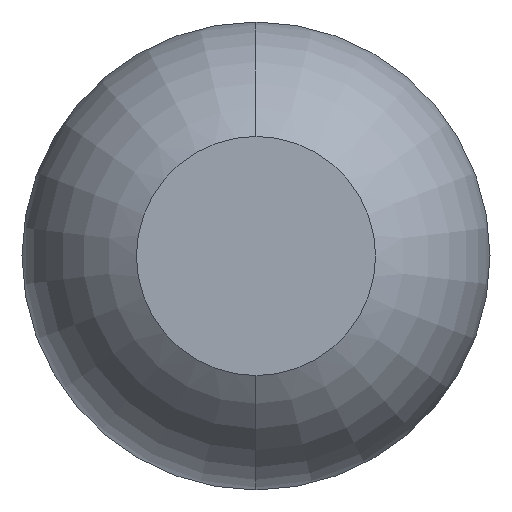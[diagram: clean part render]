
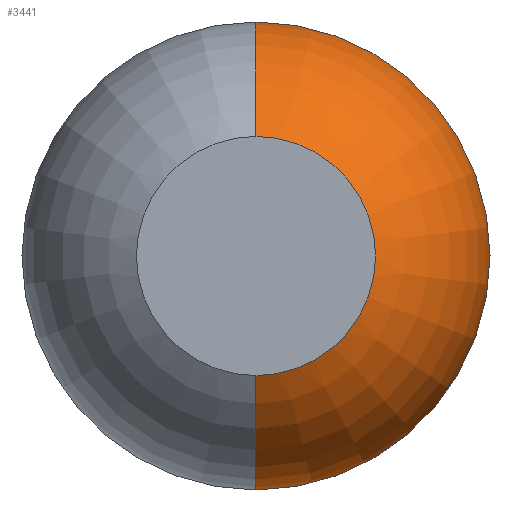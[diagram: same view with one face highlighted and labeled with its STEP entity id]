
A CAD part, front view. The second image highlights one B-rep face of the part: STEP entity #3441.
In plain terms, the highlighted toroidal (fillet/blend) face has major radius 0.035 mm and minor radius 0.65 mm.
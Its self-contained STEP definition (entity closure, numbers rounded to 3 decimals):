
#24 = EDGE_CURVE ( 'NONE', #3603, #841, #707, .T. ) ;
#33 = DIRECTION ( 'NONE',  ( -1., 0., 0. ) ) ;
#191 = ORIENTED_EDGE ( 'NONE', *, *, #827, .T. ) ;
#356 = CARTESIAN_POINT ( 'NONE',  ( 0., -24.431, -0.035 ) ) ;
#393 = AXIS2_PLACEMENT_3D ( 'NONE', #356, #33, #2582 ) ;
#554 = ORIENTED_EDGE ( 'NONE', *, *, #24, .F. ) ;
#599 = CARTESIAN_POINT ( 'NONE',  ( 0., -25., 0. ) ) ;
#707 = CIRCLE ( 'NONE', #393, 0.65 ) ;
#717 = AXIS2_PLACEMENT_3D ( 'NONE', #4029, #1456, #3686 ) ;
#827 = EDGE_CURVE ( 'Defeature ausgef�hrt1_4+Defeature ausgef�hrt1_5+Defeature ausgef�hrt1_5+Defeature ausgef�hrt1_5', #3603, #1089, #2047, .T. ) ;
#833 = EDGE_LOOP ( 'NONE', ( #191, #3691, #3450, #554 ) ) ;
#841 = VERTEX_POINT ( 'NONE', #2629 ) ;
#859 = CIRCLE ( 'NONE', #2077, 0.35 ) ;
#990 = DIRECTION ( 'NONE',  ( 0., -1., 0. ) ) ;
#1011 = TOROIDAL_SURFACE ( 'NONE', #717, 0.035, 0.65 ) ;
#1089 = VERTEX_POINT ( 'NONE', #1206 ) ;
#1091 = EDGE_CURVE ( 'Defeature ausgef�hrt1_18+Defeature ausgef�hrt1_4+Defeature ausgef�hrt1_4+Defeature ausgef�hrt1_4', #841, #2158, #859, .T. ) ;
#1116 = AXIS2_PLACEMENT_3D ( 'NONE', #2277, #3198, #3531 ) ;
#1206 = CARTESIAN_POINT ( 'NONE',  ( 0., -24.431, 0.685 ) ) ;
#1352 = FACE_OUTER_BOUND ( 'NONE', #833, .T. ) ;
#1406 = CIRCLE ( 'NONE', #1116, 0.65 ) ;
#1456 = DIRECTION ( 'NONE',  ( 0., -1., 0. ) ) ;
#1619 = CARTESIAN_POINT ( 'NONE',  ( 0., -24.431, 0. ) ) ;
#1806 = AXIS2_PLACEMENT_3D ( 'NONE', #1619, #990, #2303 ) ;
#2047 = CIRCLE ( 'NONE', #1806, 0.685 ) ;
#2077 = AXIS2_PLACEMENT_3D ( 'NONE', #599, #2467, #3128 ) ;
#2158 = VERTEX_POINT ( 'NONE', #2860 ) ;
#2277 = CARTESIAN_POINT ( 'NONE',  ( 0., -24.431, 0.035 ) ) ;
#2303 = DIRECTION ( 'NONE',  ( 0., 0., -1. ) ) ;
#2467 = DIRECTION ( 'NONE',  ( 0., -1., 0. ) ) ;
#2570 = CARTESIAN_POINT ( 'NONE',  ( 0., -24.431, -0.685 ) ) ;
#2582 = DIRECTION ( 'NONE',  ( 0., 0., 1. ) ) ;
#2629 = CARTESIAN_POINT ( 'NONE',  ( 0., -25., -0.35 ) ) ;
#2860 = CARTESIAN_POINT ( 'NONE',  ( 0., -25., 0.35 ) ) ;
#3128 = DIRECTION ( 'NONE',  ( 0., 0., -1. ) ) ;
#3198 = DIRECTION ( 'NONE',  ( 1., 0., 0. ) ) ;
#3441 = ADVANCED_FACE ( 'Defeature ausgef�hrt1_4', ( #1352 ), #1011, .T. ) ;
#3450 = ORIENTED_EDGE ( 'NONE', *, *, #1091, .F. ) ;
#3531 = DIRECTION ( 'NONE',  ( 0., 0., -1. ) ) ;
#3588 = EDGE_CURVE ( 'NONE', #1089, #2158, #1406, .T. ) ;
#3603 = VERTEX_POINT ( 'NONE', #2570 ) ;
#3686 = DIRECTION ( 'NONE',  ( 0., 0., -1. ) ) ;
#3691 = ORIENTED_EDGE ( 'NONE', *, *, #3588, .T. ) ;
#4029 = CARTESIAN_POINT ( 'NONE',  ( 0., -24.431, 0. ) ) ;
